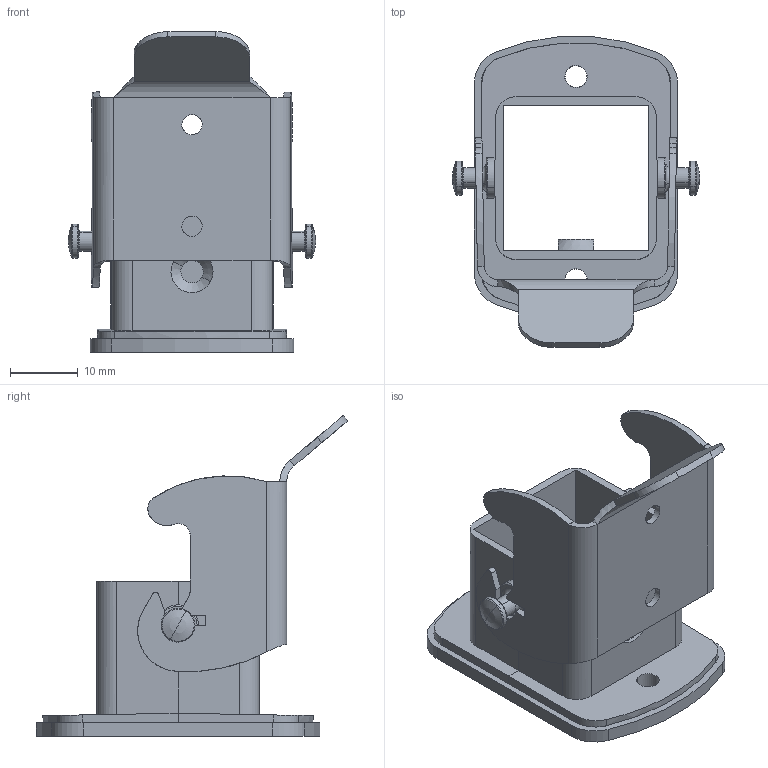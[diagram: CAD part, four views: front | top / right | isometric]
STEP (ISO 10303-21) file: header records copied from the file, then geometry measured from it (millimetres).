
FILE_DESCRIPTION(('CATIA V5 STEP Exchange','CAx-IF Rec.Pracs.--- Model Styling and Organization---1.4--- 2014-01-23'),'2;1');
FILE_NAME ('018215-3_0', '2023-02-23T06:07:48+00:00', ('none'), ('Weidmueller'), 'CATIA Version 5-6 Release 2016 SP3 HF44', 'CATIA V5 STEP AP214', 'none');
FILE_SCHEMA(('AUTOMOTIVE_DESIGN { 1 0 10303 214 1 1 1 1 }'));
Length unit declared in the file: millimetre
Products named in the file (1): 1652410000
Bounding box: 36.5 x 45.93 x 47.32 mm (x, y, z)
Volume: 6060.7 mm3; surface area: 9791.2 mm2
Topology: 1 solids, 1 shells, 190 faces, 482 edges, 298 vertices
Faces by surface type: cylinder 82, plane 77, torus 20, sphere 4, bspline 4, cone 3
Entity records: 5620 total; most frequent: CARTESIAN_POINT 1354, ORIENTED_EDGE 956, DIRECTION 705, EDGE_CURVE 478, AXIS2_PLACEMENT_3D 314, VERTEX_POINT 298, VECTOR 248, LINE 248
